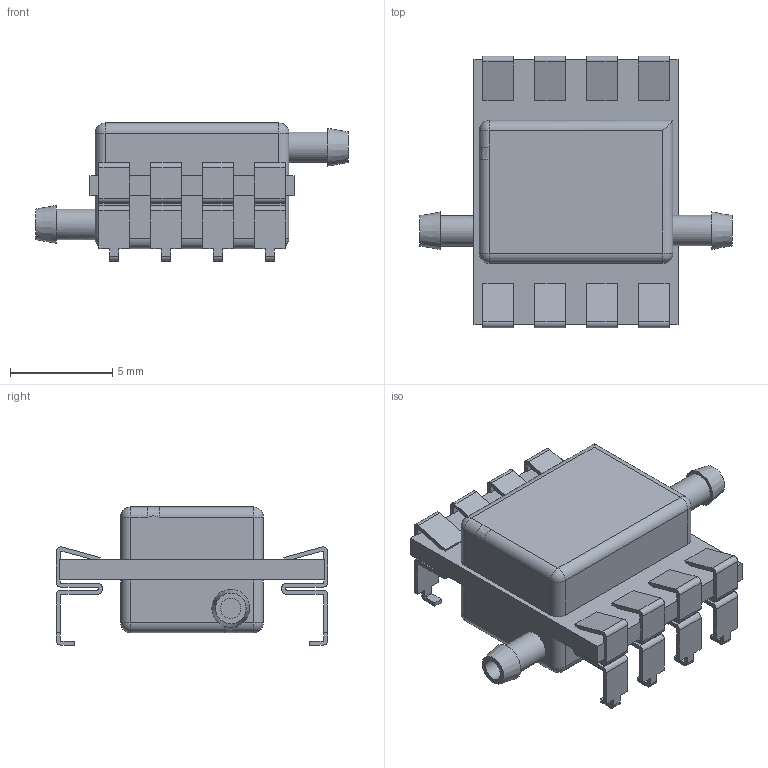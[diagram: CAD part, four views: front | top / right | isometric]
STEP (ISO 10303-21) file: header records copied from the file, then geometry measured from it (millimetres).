
FILE_DESCRIPTION(/* description */ ('STEP AP214'),/* implementation_level */ '2;1');
FILE_NAME(/* name */ '61526f1522914d2aac4f1f21',/* time_stamp */ '2021-09-28T01:25:42+00:00',/* author */ (''),/* organization */ (''),/* preprocessor_version */ 'ST-DEVELOPER v18.1',/* originating_system */ ' ',/* authorisation */ ' ');
FILE_SCHEMA (('AUTOMOTIVE_DESIGN {1 0 10303 214 3 1 1}'));
Length unit declared in the file: metre
Products named in the file (1): pressureSensor_HSCMDR
Bounding box: 15.3 x 13.3 x 6.77 mm (x, y, z)
Volume: 499.8 mm3; surface area: 761.9 mm2
Topology: 1 solids, 1 shells, 345 faces, 1016 edges, 665 vertices
Faces by surface type: plane 216, cylinder 117, sphere 7, cone 3, bspline 2
Full cylindrical faces by diameter (mm): 1 x2, 1.5 x2
Entity records: 11893 total; most frequent: CARTESIAN_POINT 2075, ORIENTED_EDGE 1998, DIRECTION 1921, EDGE_CURVE 999, LINE 753, VECTOR 753, VERTEX_POINT 662, AXIS2_PLACEMENT_3D 584
